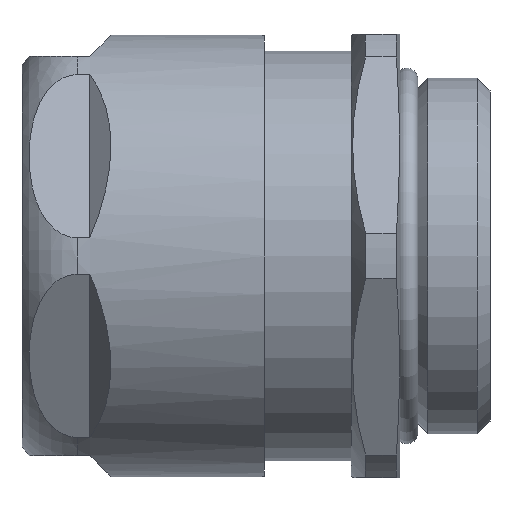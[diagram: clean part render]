
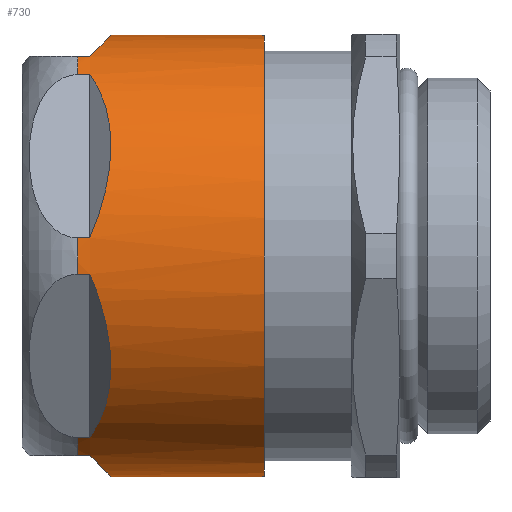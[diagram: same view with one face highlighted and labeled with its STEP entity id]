
A CAD part, left-side view. The second image highlights one B-rep face of the part: STEP entity #730.
In plain terms, the highlighted cylindrical face has radius 19.85 mm (diameter 39.7 mm), a full revolution.
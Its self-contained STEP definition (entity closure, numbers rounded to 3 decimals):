
#69=FACE_BOUND('',#142,.T.);
#93=FACE_OUTER_BOUND('',#141,.T.);
#141=EDGE_LOOP('',(#483,#484,#485,#486,#487,#488,#489,#490,#491,#492,#493,
#494,#495,#496,#497,#498,#499,#500,#501,#502,#503,#504,#505,#506));
#142=EDGE_LOOP('',(#507));
#213=CIRCLE('',#788,19.85);
#214=CIRCLE('',#790,19.85);
#215=CIRCLE('',#792,19.85);
#216=CIRCLE('',#794,19.85);
#217=CIRCLE('',#796,19.85);
#218=CIRCLE('',#798,19.85);
#219=CIRCLE('',#799,19.85);
#253=LINE('',#1106,#283);
#254=LINE('',#1110,#284);
#255=LINE('',#1114,#285);
#256=LINE('',#1118,#286);
#257=LINE('',#1122,#287);
#258=LINE('',#1126,#288);
#259=LINE('',#1130,#289);
#260=LINE('',#1134,#290);
#261=LINE('',#1138,#291);
#262=LINE('',#1142,#292);
#263=LINE('',#1146,#293);
#264=LINE('',#1149,#294);
#283=VECTOR('',#886,1000.);
#284=VECTOR('',#889,1000.);
#285=VECTOR('',#892,1000.);
#286=VECTOR('',#895,1000.);
#287=VECTOR('',#898,1000.);
#288=VECTOR('',#901,1000.);
#289=VECTOR('',#904,1000.);
#290=VECTOR('',#907,1000.);
#291=VECTOR('',#910,1000.);
#292=VECTOR('',#913,1000.);
#293=VECTOR('',#916,1000.);
#294=VECTOR('',#919,1000.);
#313=ELLIPSE('',#787,28.072,19.85);
#314=ELLIPSE('',#789,28.072,19.85);
#315=ELLIPSE('',#791,28.072,19.85);
#316=ELLIPSE('',#793,28.072,19.85);
#317=ELLIPSE('',#795,28.072,19.85);
#318=ELLIPSE('',#797,28.072,19.85);
#319=VERTEX_POINT('',#1102);
#320=VERTEX_POINT('',#1103);
#321=VERTEX_POINT('',#1105);
#322=VERTEX_POINT('',#1107);
#323=VERTEX_POINT('',#1109);
#324=VERTEX_POINT('',#1111);
#325=VERTEX_POINT('',#1113);
#326=VERTEX_POINT('',#1115);
#327=VERTEX_POINT('',#1117);
#328=VERTEX_POINT('',#1119);
#329=VERTEX_POINT('',#1121);
#330=VERTEX_POINT('',#1123);
#331=VERTEX_POINT('',#1125);
#332=VERTEX_POINT('',#1127);
#333=VERTEX_POINT('',#1129);
#334=VERTEX_POINT('',#1131);
#335=VERTEX_POINT('',#1133);
#336=VERTEX_POINT('',#1135);
#337=VERTEX_POINT('',#1137);
#338=VERTEX_POINT('',#1139);
#339=VERTEX_POINT('',#1141);
#340=VERTEX_POINT('',#1143);
#341=VERTEX_POINT('',#1145);
#342=VERTEX_POINT('',#1147);
#343=VERTEX_POINT('',#1150);
#389=EDGE_CURVE('',#319,#320,#313,.T.);
#390=EDGE_CURVE('',#319,#321,#253,.T.);
#391=EDGE_CURVE('',#321,#322,#213,.T.);
#392=EDGE_CURVE('',#322,#323,#254,.T.);
#393=EDGE_CURVE('',#324,#323,#314,.T.);
#394=EDGE_CURVE('',#324,#325,#255,.T.);
#395=EDGE_CURVE('',#325,#326,#214,.T.);
#396=EDGE_CURVE('',#326,#327,#256,.T.);
#397=EDGE_CURVE('',#328,#327,#315,.T.);
#398=EDGE_CURVE('',#328,#329,#257,.T.);
#399=EDGE_CURVE('',#329,#330,#215,.T.);
#400=EDGE_CURVE('',#330,#331,#258,.T.);
#401=EDGE_CURVE('',#332,#331,#316,.T.);
#402=EDGE_CURVE('',#332,#333,#259,.T.);
#403=EDGE_CURVE('',#333,#334,#216,.T.);
#404=EDGE_CURVE('',#334,#335,#260,.T.);
#405=EDGE_CURVE('',#336,#335,#317,.T.);
#406=EDGE_CURVE('',#336,#337,#261,.T.);
#407=EDGE_CURVE('',#337,#338,#217,.T.);
#408=EDGE_CURVE('',#338,#339,#262,.T.);
#409=EDGE_CURVE('',#340,#339,#318,.T.);
#410=EDGE_CURVE('',#340,#341,#263,.T.);
#411=EDGE_CURVE('',#341,#342,#218,.T.);
#412=EDGE_CURVE('',#342,#320,#264,.T.);
#413=EDGE_CURVE('',#343,#343,#219,.T.);
#483=ORIENTED_EDGE('',*,*,#389,.F.);
#484=ORIENTED_EDGE('',*,*,#390,.T.);
#485=ORIENTED_EDGE('',*,*,#391,.T.);
#486=ORIENTED_EDGE('',*,*,#392,.T.);
#487=ORIENTED_EDGE('',*,*,#393,.F.);
#488=ORIENTED_EDGE('',*,*,#394,.T.);
#489=ORIENTED_EDGE('',*,*,#395,.T.);
#490=ORIENTED_EDGE('',*,*,#396,.T.);
#491=ORIENTED_EDGE('',*,*,#397,.F.);
#492=ORIENTED_EDGE('',*,*,#398,.T.);
#493=ORIENTED_EDGE('',*,*,#399,.T.);
#494=ORIENTED_EDGE('',*,*,#400,.T.);
#495=ORIENTED_EDGE('',*,*,#401,.F.);
#496=ORIENTED_EDGE('',*,*,#402,.T.);
#497=ORIENTED_EDGE('',*,*,#403,.T.);
#498=ORIENTED_EDGE('',*,*,#404,.T.);
#499=ORIENTED_EDGE('',*,*,#405,.F.);
#500=ORIENTED_EDGE('',*,*,#406,.T.);
#501=ORIENTED_EDGE('',*,*,#407,.T.);
#502=ORIENTED_EDGE('',*,*,#408,.T.);
#503=ORIENTED_EDGE('',*,*,#409,.F.);
#504=ORIENTED_EDGE('',*,*,#410,.T.);
#505=ORIENTED_EDGE('',*,*,#411,.T.);
#506=ORIENTED_EDGE('',*,*,#412,.T.);
#507=ORIENTED_EDGE('',*,*,#413,.F.);
#671=CYLINDRICAL_SURFACE('',#786,19.85);
#730=ADVANCED_FACE('',(#93,#69),#671,.T.);
#786=AXIS2_PLACEMENT_3D('',#1101,#882,#883);
#787=AXIS2_PLACEMENT_3D('',#1104,#884,#885);
#788=AXIS2_PLACEMENT_3D('',#1108,#887,#888);
#789=AXIS2_PLACEMENT_3D('',#1112,#890,#891);
#790=AXIS2_PLACEMENT_3D('',#1116,#893,#894);
#791=AXIS2_PLACEMENT_3D('',#1120,#896,#897);
#792=AXIS2_PLACEMENT_3D('',#1124,#899,#900);
#793=AXIS2_PLACEMENT_3D('',#1128,#902,#903);
#794=AXIS2_PLACEMENT_3D('',#1132,#905,#906);
#795=AXIS2_PLACEMENT_3D('',#1136,#908,#909);
#796=AXIS2_PLACEMENT_3D('',#1140,#911,#912);
#797=AXIS2_PLACEMENT_3D('',#1144,#914,#915);
#798=AXIS2_PLACEMENT_3D('',#1148,#917,#918);
#799=AXIS2_PLACEMENT_3D('',#1151,#920,#921);
#882=DIRECTION('center_axis',(0.,-1.,0.));
#883=DIRECTION('ref_axis',(0.,0.,-1.));
#884=DIRECTION('center_axis',(0.,0.707,-0.707));
#885=DIRECTION('ref_axis',(0.,0.707,0.707));
#886=DIRECTION('',(0.,1.,0.));
#887=DIRECTION('center_axis',(0.,-1.,0.));
#888=DIRECTION('ref_axis',(-0.5,0.,0.866));
#889=DIRECTION('',(0.,-1.,0.));
#890=DIRECTION('center_axis',(0.612,0.707,-0.354));
#891=DIRECTION('ref_axis',(0.612,-0.707,-0.354));
#892=DIRECTION('',(0.,1.,0.));
#893=DIRECTION('center_axis',(0.,-1.,0.));
#894=DIRECTION('ref_axis',(-0.5,0.,0.866));
#895=DIRECTION('',(0.,-1.,0.));
#896=DIRECTION('center_axis',(0.612,0.707,0.354));
#897=DIRECTION('ref_axis',(0.612,-0.707,0.354));
#898=DIRECTION('',(0.,1.,0.));
#899=DIRECTION('center_axis',(0.,-1.,0.));
#900=DIRECTION('ref_axis',(-0.5,0.,0.866));
#901=DIRECTION('',(0.,-1.,0.));
#902=DIRECTION('center_axis',(0.,0.707,0.707));
#903=DIRECTION('ref_axis',(0.,-0.707,0.707));
#904=DIRECTION('',(0.,1.,0.));
#905=DIRECTION('center_axis',(0.,-1.,0.));
#906=DIRECTION('ref_axis',(-0.5,0.,0.866));
#907=DIRECTION('',(0.,-1.,0.));
#908=DIRECTION('center_axis',(-0.612,0.707,0.354));
#909=DIRECTION('ref_axis',(0.612,0.707,-0.354));
#910=DIRECTION('',(0.,1.,0.));
#911=DIRECTION('center_axis',(0.,-1.,0.));
#912=DIRECTION('ref_axis',(-0.5,0.,0.866));
#913=DIRECTION('',(0.,-1.,0.));
#914=DIRECTION('center_axis',(-0.612,0.707,-0.354));
#915=DIRECTION('ref_axis',(0.612,0.707,0.354));
#916=DIRECTION('',(0.,1.,0.));
#917=DIRECTION('center_axis',(0.,-1.,0.));
#918=DIRECTION('ref_axis',(-0.5,0.,0.866));
#919=DIRECTION('',(0.,-1.,0.));
#920=DIRECTION('center_axis',(0.,-1.,0.));
#921=DIRECTION('ref_axis',(-0.5,0.,0.866));
#1101=CARTESIAN_POINT('Origin',(0.,0.,0.));
#1102=CARTESIAN_POINT('',(8.475,36.,-17.95));
#1103=CARTESIAN_POINT('',(-8.475,36.,-17.95));
#1104=CARTESIAN_POINT('Origin',(0.,53.95,
0.));
#1105=CARTESIAN_POINT('',(8.475,37.089,-17.95));
#1106=CARTESIAN_POINT('',(8.475,20.3,-17.95));
#1107=CARTESIAN_POINT('',(11.308,37.089,-16.314));
#1108=CARTESIAN_POINT('Origin',(0.,37.089,0.));
#1109=CARTESIAN_POINT('',(11.308,36.,-16.314));
#1110=CARTESIAN_POINT('',(11.308,20.3,-16.314));
#1111=CARTESIAN_POINT('',(19.782,36.,-1.636));
#1112=CARTESIAN_POINT('Origin',(0.,53.95,
0.));
#1113=CARTESIAN_POINT('',(19.782,37.089,-1.636));
#1114=CARTESIAN_POINT('',(19.782,20.3,-1.636));
#1115=CARTESIAN_POINT('',(19.782,37.089,1.636));
#1116=CARTESIAN_POINT('Origin',(0.,37.089,0.));
#1117=CARTESIAN_POINT('',(19.782,36.,1.636));
#1118=CARTESIAN_POINT('',(19.782,20.3,1.636));
#1119=CARTESIAN_POINT('',(11.308,36.,16.314));
#1120=CARTESIAN_POINT('Origin',(0.,53.95,0.));
#1121=CARTESIAN_POINT('',(11.308,37.089,16.314));
#1122=CARTESIAN_POINT('',(11.308,20.3,16.314));
#1123=CARTESIAN_POINT('',(8.475,37.089,17.95));
#1124=CARTESIAN_POINT('Origin',(0.,37.089,0.));
#1125=CARTESIAN_POINT('',(8.475,36.,17.95));
#1126=CARTESIAN_POINT('',(8.475,20.3,17.95));
#1127=CARTESIAN_POINT('',(-8.475,36.,17.95));
#1128=CARTESIAN_POINT('Origin',(0.,53.95,0.));
#1129=CARTESIAN_POINT('',(-8.475,37.089,17.95));
#1130=CARTESIAN_POINT('',(-8.475,20.3,17.95));
#1131=CARTESIAN_POINT('',(-11.308,37.089,16.314));
#1132=CARTESIAN_POINT('Origin',(0.,37.089,0.));
#1133=CARTESIAN_POINT('',(-11.308,36.,16.314));
#1134=CARTESIAN_POINT('',(-11.308,20.3,16.314));
#1135=CARTESIAN_POINT('',(-19.782,36.,1.636));
#1136=CARTESIAN_POINT('Origin',(0.,53.95,0.));
#1137=CARTESIAN_POINT('',(-19.782,37.089,1.636));
#1138=CARTESIAN_POINT('',(-19.782,20.3,1.636));
#1139=CARTESIAN_POINT('',(-19.782,37.089,-1.636));
#1140=CARTESIAN_POINT('Origin',(0.,37.089,0.));
#1141=CARTESIAN_POINT('',(-19.782,36.,-1.636));
#1142=CARTESIAN_POINT('',(-19.782,20.3,-1.636));
#1143=CARTESIAN_POINT('',(-11.308,36.,-16.314));
#1144=CARTESIAN_POINT('Origin',(0.,53.95,
0.));
#1145=CARTESIAN_POINT('',(-11.308,37.089,-16.314));
#1146=CARTESIAN_POINT('',(-11.308,20.3,-16.314));
#1147=CARTESIAN_POINT('',(-8.475,37.089,-17.95));
#1148=CARTESIAN_POINT('Origin',(0.,37.089,0.));
#1149=CARTESIAN_POINT('',(-8.475,20.3,-17.95));
#1150=CARTESIAN_POINT('',(0.,20.3,-19.85));
#1151=CARTESIAN_POINT('Origin',(0.,20.3,0.));
